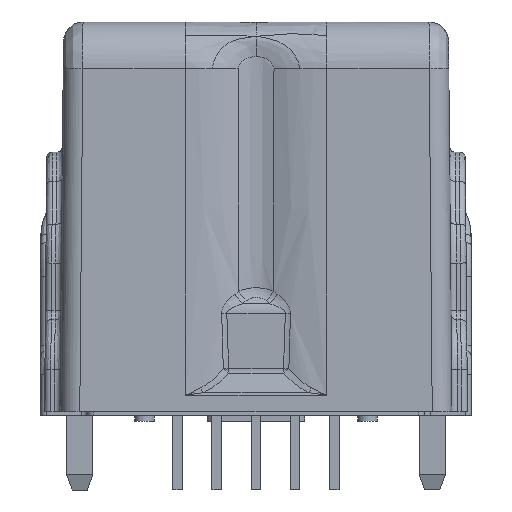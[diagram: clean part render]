
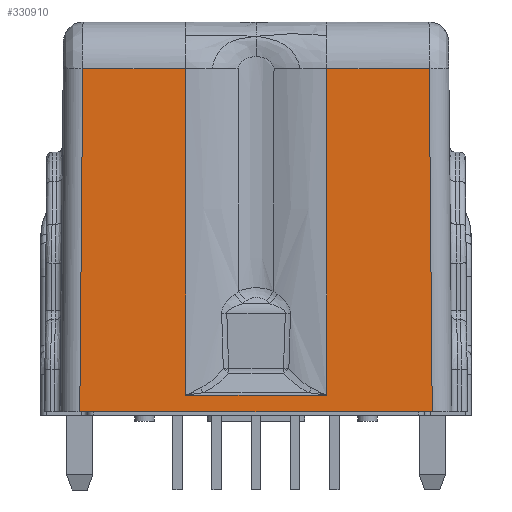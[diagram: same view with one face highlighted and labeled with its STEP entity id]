
A CAD part, front view. The second image highlights one B-rep face of the part: STEP entity #330910.
In plain terms, the highlighted face is planar.
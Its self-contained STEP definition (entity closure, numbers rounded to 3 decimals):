
#241040=CARTESIAN_POINT('',(-43.157,-29.603,
-10.111));
#241050=VERTEX_POINT('',#241040);
#241080=CARTESIAN_POINT('',(-43.157,-29.603,2.575
));
#241090=DIRECTION('',(0.,0.,1.));
#241100=VECTOR('',#241090,1.);
#241110=LINE('',#241080,#241100);
#241120=CARTESIAN_POINT('',(-43.157,-29.603,7.886)
);
#241130=VERTEX_POINT('',#241120);
#241140=EDGE_CURVE('',#241050,#241130,#241110,.T.);
#245870=CARTESIAN_POINT('',(-1.606,-29.966,
8.248));
#245880=DIRECTION('',(1.,-0.009,
0.009));
#245890=VECTOR('',#245880,1.);
#245900=LINE('',#245870,#245890);
#245910=CARTESIAN_POINT('',(-60.675,-29.45,
7.733));
#245920=VERTEX_POINT('',#245910);
#245930=EDGE_CURVE('',#245920,#241130,#245900,.T.);
#247020=CARTESIAN_POINT('',(-60.675,-29.45,
-9.958));
#247030=VERTEX_POINT('',#247020);
#247480=CARTESIAN_POINT('',(-1.606,-29.966,
-10.473));
#247490=DIRECTION('',(1.,-0.009,
-0.009));
#247500=VECTOR('',#247490,1.);
#247510=LINE('',#247480,#247500);
#247520=EDGE_CURVE('',#247030,#241050,#247510,.T.);
#312450=CARTESIAN_POINT('',(-60.675,-29.45,
-4.726));
#312460=VERTEX_POINT('',#312450);
#316270=CARTESIAN_POINT('',(-43.999,-29.596,
-4.697));
#316280=VERTEX_POINT('',#316270);
#316310=CARTESIAN_POINT('',(-36.999,-29.657,
-4.684));
#316320=CARTESIAN_POINT('',(-42.506,-29.609,
-4.694));
#316330=CARTESIAN_POINT('',(-48.012,-29.561,
-4.704));
#316340=CARTESIAN_POINT('',(-55.905,-29.492,
-4.718));
#316350=CARTESIAN_POINT('',(-58.29,-29.471,
-4.722));
#316360=CARTESIAN_POINT('',(-60.675,-29.45,
-4.726));
#316370=B_SPLINE_CURVE_WITH_KNOTS('',3,(#316310,#316320,#316330,#316340,
#316350,#316360),.UNSPECIFIED.,.F.,.F.,(4,2,4),(52.687,
69.208,76.364),.UNSPECIFIED.);
#316380=EDGE_CURVE('',#316280,#312460,#316370,.T.);
#318260=CARTESIAN_POINT('',(-60.675,-29.45,
2.508));
#318270=VERTEX_POINT('',#318260);
#318300=CARTESIAN_POINT('',(-36.999,-29.657,
2.466));
#318310=CARTESIAN_POINT('',(-42.506,-29.609,
2.476));
#318320=CARTESIAN_POINT('',(-48.012,-29.561,
2.486));
#318330=CARTESIAN_POINT('',(-55.905,-29.492,
2.499));
#318340=CARTESIAN_POINT('',(-58.29,-29.471,
2.504));
#318350=CARTESIAN_POINT('',(-60.675,-29.45,
2.508));
#318360=B_SPLINE_CURVE_WITH_KNOTS('',3,(#318300,#318310,#318320,#318330,
#318340,#318350),.UNSPECIFIED.,.F.,.F.,(4,2,4),(52.687,
69.208,76.364),.UNSPECIFIED.);
#318370=CARTESIAN_POINT('',(-43.999,-29.596,
2.478));
#318380=VERTEX_POINT('',#318370);
#318390=EDGE_CURVE('',#318380,#318270,#318360,.T.);
#322810=CARTESIAN_POINT('',(-43.999,-29.596,
2.575));
#322820=DIRECTION('',(0.,0.,1.));
#322830=VECTOR('',#322820,1.);
#322840=LINE('',#322810,#322830);
#322850=EDGE_CURVE('',#316280,#318380,#322840,.T.);
#330580=CARTESIAN_POINT('',(-60.675,-29.45,
2.575));
#330590=DIRECTION('',(0.,0.,-1.));
#330600=VECTOR('',#330590,1.);
#330610=LINE('',#330580,#330600);
#330620=EDGE_CURVE('',#312460,#247030,#330610,.T.);
#330710=CARTESIAN_POINT('',(-42.957,-29.605,2.575));
#330720=DIRECTION('',(0.009,1.,
0.));
#330730=DIRECTION('',(1.,-0.009,
0.));
#330740=AXIS2_PLACEMENT_3D('',#330710,#330720,#330730);
#330750=PLANE('',#330740);
#330760=ORIENTED_EDGE('',*,*,#245930,.F.);
#330770=ORIENTED_EDGE('',*,*,#241140,.T.);
#330780=ORIENTED_EDGE('',*,*,#247520,.T.);
#330790=ORIENTED_EDGE('',*,*,#330620,.T.);
#330800=ORIENTED_EDGE('',*,*,#316380,.T.);
#330810=ORIENTED_EDGE('',*,*,#322850,.F.);
#330820=ORIENTED_EDGE('',*,*,#318390,.F.);
#330830=CARTESIAN_POINT('',(-60.675,-29.45,
2.575));
#330840=DIRECTION('',(0.,0.,-1.));
#330850=VECTOR('',#330840,1.);
#330860=LINE('',#330830,#330850);
#330870=EDGE_CURVE('',#245920,#318270,#330860,.T.);
#330880=ORIENTED_EDGE('',*,*,#330870,.T.);
#330890=EDGE_LOOP('',(#330880,#330820,#330810,#330800,#330790,#330780,
#330770,#330760));
#330900=FACE_OUTER_BOUND('',#330890,.T.);
#330910=ADVANCED_FACE('',(#330900),#330750,.F.);
